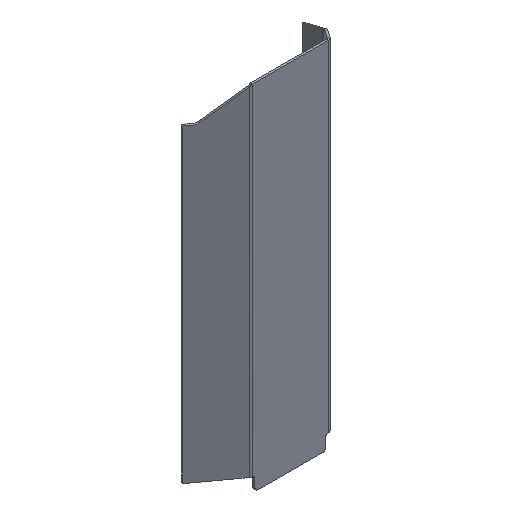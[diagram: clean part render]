
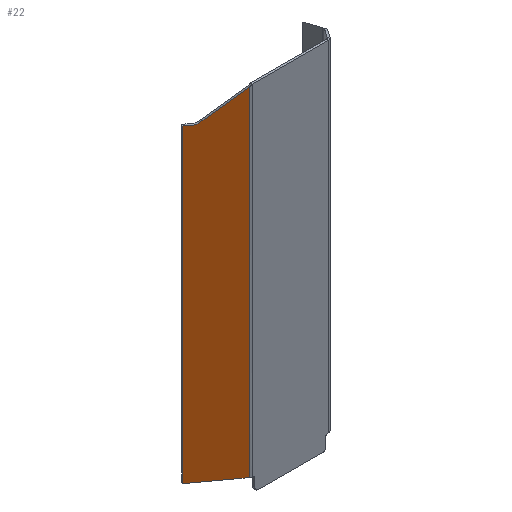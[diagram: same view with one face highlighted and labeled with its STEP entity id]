
A CAD part, isometric view. The second image highlights one B-rep face of the part: STEP entity #22.
In plain terms, the highlighted free-form (B-spline) face has degree [1, 1] with [2, 2] control points.
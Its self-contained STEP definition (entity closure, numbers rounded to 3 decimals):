
#20 = CARTESIAN_POINT ( 'NONE',  ( 370046.84, 9574.412, -86.322 ) ) ;
#22 = ADVANCED_FACE ( 'NONE', ( #980 ), #598, .T. ) ;
#42 = VERTEX_POINT ( 'NONE', #338 ) ;
#53 = CARTESIAN_POINT ( 'NONE',  ( 370036.629, 9581.831, -89.974 ) ) ;
#108 = CARTESIAN_POINT ( 'NONE',  ( 370092.353, 9541.345, -965.03 ) ) ;
#134 = CARTESIAN_POINT ( 'NONE',  ( 370036.629, 9581.831, -89.974 ) ) ;
#157 = CARTESIAN_POINT ( 'NONE',  ( 370046.84, 9574.412, -86.322 ) ) ;
#177 = VERTEX_POINT ( 'NONE', #20 ) ;
#230 = CARTESIAN_POINT ( 'NONE',  ( 370128.786, 9514.875, -965.035 ) ) ;
#248 = CARTESIAN_POINT ( 'NONE',  ( 370019.487, 9594.285, -965.019 ) ) ;
#259 = CARTESIAN_POINT ( 'NONE',  ( 370044.021, 9576.46, -88.309 ) ) ;
#287 = CARTESIAN_POINT ( 'NONE',  ( 370036.629, 9581.831, -89.974 ) ) ;
#303 = EDGE_CURVE ( 'NONE', #1179, #581, #996, .T. ) ;
#338 = CARTESIAN_POINT ( 'NONE',  ( 370128.786, 9514.875, -9.428 ) ) ;
#359 = CARTESIAN_POINT ( 'NONE',  ( 370019.487, 9594.285, -965.019 ) ) ;
#362 = CARTESIAN_POINT ( 'NONE',  ( 370101.471, 9534.721, -35.06 ) ) ;
#366 = CARTESIAN_POINT ( 'NONE',  ( 370128.786, 9514.875, -965.035 ) ) ;
#403 = CARTESIAN_POINT ( 'NONE',  ( 370045.546, 9575.352, -87.404 ) ) ;
#443 = ORIENTED_EDGE ( 'NONE', *, *, #1352, .T. ) ;
#484 = CARTESIAN_POINT ( 'NONE',  ( 370128.786, 9514.875, -3.695 ) ) ;
#509 = CARTESIAN_POINT ( 'NONE',  ( 370074.155, 9554.566, -60.691 ) ) ;
#561 = CARTESIAN_POINT ( 'NONE',  ( 370019.487, 9594.285, -89.974 ) ) ;
#581 = VERTEX_POINT ( 'NONE', #359 ) ;
#598 = B_SPLINE_SURFACE_WITH_KNOTS ( 'NONE', 1, 1, ( 
 ( #1249, #1664 ),
 ( #729, #484 ) ),
 .UNSPECIFIED., .F., .F., .F.,
 ( 2, 2 ),
 ( 2, 2 ),
 ( 0., 1. ),
 ( 0., 1. ),
 .UNSPECIFIED. ) ;
#626 = CARTESIAN_POINT ( 'NONE',  ( 370046.84, 9574.412, -86.322 ) ) ;
#630 = B_SPLINE_CURVE_WITH_KNOTS ( 'NONE', 3,
 ( #157, #927, #403, #259, #1154, #768, #1291, #134 ),
 .UNSPECIFIED., .F., .F.,
 ( 4, 2, 2, 4 ),
 ( 0., 0.25, 0.5, 1. ),
 .UNSPECIFIED. ) ;
#636 = CARTESIAN_POINT ( 'NONE',  ( 370128.786, 9514.875, -9.428 ) ) ;
#650 = VERTEX_POINT ( 'NONE', #366 ) ;
#671 = CARTESIAN_POINT ( 'NONE',  ( 370019.487, 9594.285, -965.019 ) ) ;
#729 = CARTESIAN_POINT ( 'NONE',  ( 370128.786, 9514.875, -970.769 ) ) ;
#768 = CARTESIAN_POINT ( 'NONE',  ( 370040.546, 9578.985, -89.643 ) ) ;
#777 = CARTESIAN_POINT ( 'NONE',  ( 370128.786, 9514.875, -965.035 ) ) ;
#803 = B_SPLINE_CURVE_WITH_KNOTS ( 'NONE', 3,
 ( #248, #1383, #108, #230 ),
 .UNSPECIFIED., .F., .F.,
 ( 4, 4 ),
 ( 0., 1. ),
 .UNSPECIFIED. ) ;
#854 = B_SPLINE_CURVE_WITH_KNOTS ( 'NONE', 1,
 ( #777, #1033 ),
 .UNSPECIFIED., .F., .F.,
 ( 2, 2 ),
 ( 0., 1. ),
 .UNSPECIFIED. ) ;
#927 = CARTESIAN_POINT ( 'NONE',  ( 370046.236, 9574.851, -86.889 ) ) ;
#964 = ORIENTED_EDGE ( 'NONE', *, *, #1238, .T. ) ;
#980 = FACE_OUTER_BOUND ( 'NONE', #1300, .T. ) ;
#989 = EDGE_CURVE ( 'NONE', #42, #177, #1640, .T. ) ;
#996 = B_SPLINE_CURVE_WITH_KNOTS ( 'NONE', 1,
 ( #1184, #671 ),
 .UNSPECIFIED., .F., .F.,
 ( 2, 2 ),
 ( 0., 1. ),
 .UNSPECIFIED. ) ;
#1033 = CARTESIAN_POINT ( 'NONE',  ( 370128.786, 9514.875, -9.428 ) ) ;
#1154 = CARTESIAN_POINT ( 'NONE',  ( 370043.191, 9577.063, -88.697 ) ) ;
#1179 = VERTEX_POINT ( 'NONE', #1491 ) ;
#1184 = CARTESIAN_POINT ( 'NONE',  ( 370019.487, 9594.285, -89.974 ) ) ;
#1238 = EDGE_CURVE ( 'NONE', #1346, #1179, #1549, .T. ) ;
#1249 = CARTESIAN_POINT ( 'NONE',  ( 370019.487, 9594.285, -970.769 ) ) ;
#1279 = ORIENTED_EDGE ( 'NONE', *, *, #989, .T. ) ;
#1291 = CARTESIAN_POINT ( 'NONE',  ( 370038.591, 9580.405, -89.974 ) ) ;
#1300 = EDGE_LOOP ( 'NONE', ( #443, #964, #1502, #1479, #1362, #1279 ) ) ;
#1346 = VERTEX_POINT ( 'NONE', #287 ) ;
#1352 = EDGE_CURVE ( 'NONE', #177, #1346, #630, .T. ) ;
#1362 = ORIENTED_EDGE ( 'NONE', *, *, #1375, .T. ) ;
#1375 = EDGE_CURVE ( 'NONE', #650, #42, #854, .T. ) ;
#1383 = CARTESIAN_POINT ( 'NONE',  ( 370055.92, 9567.815, -965.025 ) ) ;
#1479 = ORIENTED_EDGE ( 'NONE', *, *, #1647, .T. ) ;
#1491 = CARTESIAN_POINT ( 'NONE',  ( 370019.487, 9594.285, -89.974 ) ) ;
#1502 = ORIENTED_EDGE ( 'NONE', *, *, #303, .T. ) ;
#1549 = B_SPLINE_CURVE_WITH_KNOTS ( 'NONE', 1,
 ( #53, #561 ),
 .UNSPECIFIED., .F., .F.,
 ( 2, 2 ),
 ( 0., 1. ),
 .UNSPECIFIED. ) ;
#1640 = B_SPLINE_CURVE_WITH_KNOTS ( 'NONE', 3,
 ( #636, #362, #509, #626 ),
 .UNSPECIFIED., .F., .F.,
 ( 4, 4 ),
 ( 0., 1. ),
 .UNSPECIFIED. ) ;
#1647 = EDGE_CURVE ( 'NONE', #581, #650, #803, .T. ) ;
#1664 = CARTESIAN_POINT ( 'NONE',  ( 370019.487, 9594.285, -3.695 ) ) ;
